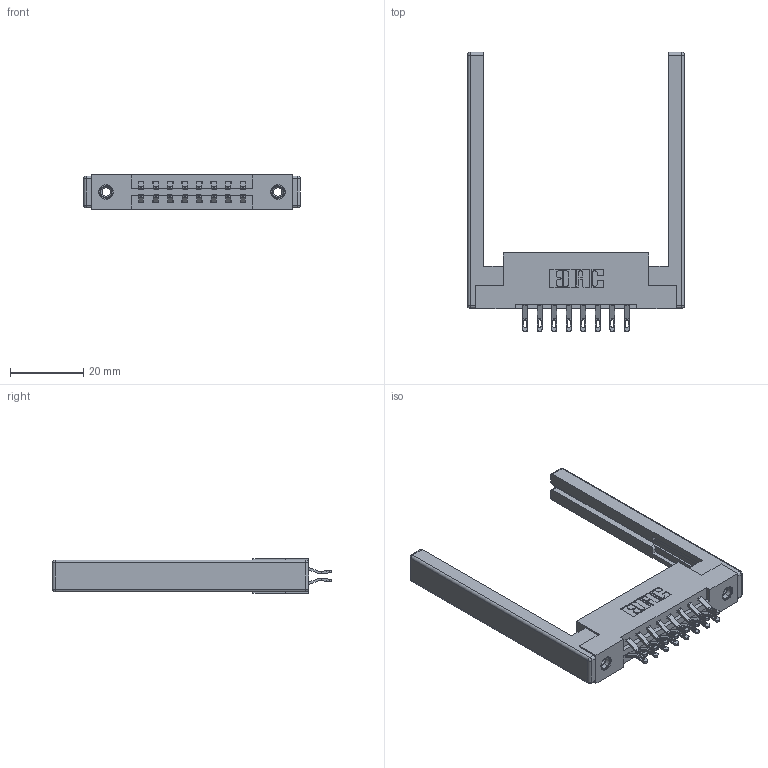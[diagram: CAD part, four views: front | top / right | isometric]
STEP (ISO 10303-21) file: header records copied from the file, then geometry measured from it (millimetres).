
FILE_DESCRIPTION (( 'STEP AP203' ), '1' );
FILE_NAME ('337-016-555-268.STEP', '2019-10-08T12:38:55', ( '' ), ( '' ), 'SwSTEP 2.0', 'SolidWorks 2016', '' );
FILE_SCHEMA (( 'CONFIG_CONTROL_DESIGN' ));
Length unit declared in the file: inch
Products named in the file (5): 345-250-001_345-250-001-102; 345-292-001_555 Tail; 337-016-555-268; 337 Part_Flush Mounting Lugs - 0.156 Dia-TI; 307-220-068
Assembly tree (21 placements, depth 2):
  337-016-555-268
    337 Part_Flush Mounting Lugs - 0.156 Dia-TI
    345-292-001_555 Tail  x16
    345-250-001_345-250-001-102  x2
    307-220-068  x2
Bounding box: 59.13 x 76.21 x 9.4 mm (x, y, z)
Volume: 10210.3 mm3; surface area: 10464.8 mm2
Topology: 21 solids, 21 shells, 1228 faces, 3725 edges, 2462 vertices
Faces by surface type: plane 734, cylinder 470, cone 12, sphere 8, torus 4
Entity records: 13686 total; most frequent: CARTESIAN_POINT 2333, ORIENTED_EDGE 2228, DIRECTION 2088, EDGE_CURVE 1114, LINE 916, VECTOR 916, VERTEX_POINT 734, AXIS2_PLACEMENT_3D 586
